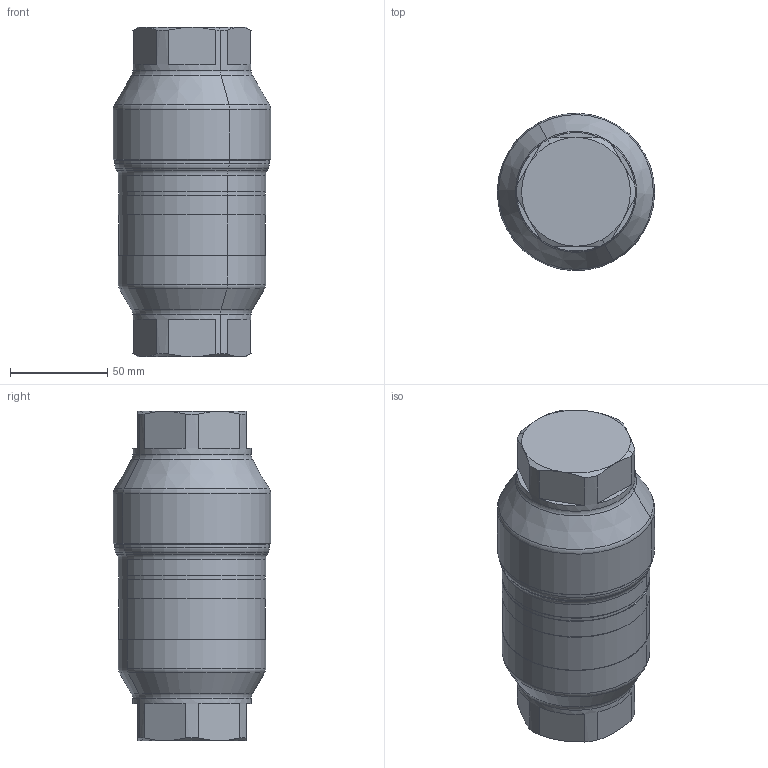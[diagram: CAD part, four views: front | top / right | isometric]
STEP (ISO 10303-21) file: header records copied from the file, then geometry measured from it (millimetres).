
FILE_DESCRIPTION(('CATIA V5 STEP Exchange','CAx-IF Rec.Pracs.--- Model Styling and Organization---1.5--- 2016-08-15','CAx-IF Rec.Pracs.---Supplemental Geometry---1.0---2011-11-01','CAx-IF Rec.Pracs.--- Composite Materials ---3.4---2017-06-13','CAx-IF Rec.Pracs.---Tessellated 3D Geometry---1.0---2015-12-17'),'2;1');
FILE_NAME('STEP_127181_-_TST.stp','2024-05-09T12:54:52+00:00',('none'),('none'),'CATIA Version 5-6 Release 2020 SP5','CATIA V5 STEP AP242 v2','none');
FILE_SCHEMA(('AP242_MANAGED_MODEL_BASED_3D_ENGINEERING_MIM_LF {1 0 10303 442 1 1 4}'));
Length unit declared in the file: millimetre
Products named in the file (1): 127181 - TST
Bounding box: 80.98 x 80.98 x 169.5 mm (x, y, z)
Volume: 681033.4 mm3; surface area: 45059.1 mm2
Topology: 1 solids, 1 shells, 85 faces, 192 edges, 114 vertices
Faces by surface type: plane 31, cone 24, cylinder 18, torus 12
Entity records: 2307 total; most frequent: CARTESIAN_POINT 513, ORIENTED_EDGE 384, DIRECTION 260, EDGE_CURVE 192, AXIS2_PLACEMENT_3D 149, VERTEX_POINT 114, CIRCLE 102, EDGE_LOOP 90
